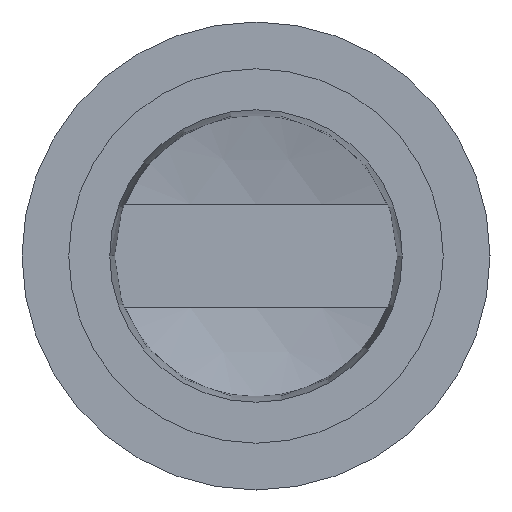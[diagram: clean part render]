
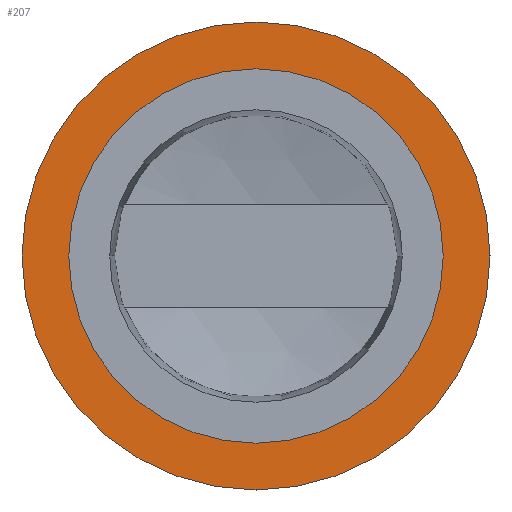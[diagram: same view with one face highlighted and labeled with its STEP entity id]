
A CAD part, front view. The second image highlights one B-rep face of the part: STEP entity #207.
In plain terms, the highlighted planar face has unit normal (0, -1, 0).
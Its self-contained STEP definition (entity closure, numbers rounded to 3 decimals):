
#5 = AXIS2_PLACEMENT_3D ( 'NONE', #433, #336, #429 ) ;
#6 = CARTESIAN_POINT ( 'NONE',  ( 8., 0.2, 0. ) ) ;
#7 = ORIENTED_EDGE ( 'NONE', *, *, #33, .T. ) ;
#14 = CARTESIAN_POINT ( 'NONE',  ( 0., 0.2, 0. ) ) ;
#24 = CIRCLE ( 'NONE', #128, 8. ) ;
#33 = EDGE_CURVE ( 'NONE', #366, #471, #315, .T. ) ;
#44 = DIRECTION ( 'NONE',  ( 0., 1., 0. ) ) ;
#75 = DIRECTION ( 'NONE',  ( 1., 0., 0. ) ) ;
#97 = AXIS2_PLACEMENT_3D ( 'NONE', #242, #536, #191 ) ;
#106 = EDGE_CURVE ( 'NONE', #471, #366, #24, .T. ) ;
#126 = DIRECTION ( 'NONE',  ( 0., -1., 0. ) ) ;
#128 = AXIS2_PLACEMENT_3D ( 'NONE', #14, #256, #352 ) ;
#186 = ORIENTED_EDGE ( 'NONE', *, *, #344, .F. ) ;
#191 = DIRECTION ( 'NONE',  ( -1., 0., 0. ) ) ;
#192 = AXIS2_PLACEMENT_3D ( 'NONE', #359, #126, #75 ) ;
#203 = PLANE ( 'NONE',  #192 ) ;
#207 = ADVANCED_FACE ( 'NONE', ( #288, #452 ), #203, .T. ) ;
#242 = CARTESIAN_POINT ( 'NONE',  ( 0., 0.2, 0. ) ) ;
#256 = DIRECTION ( 'NONE',  ( 0., 1., 0. ) ) ;
#288 = FACE_BOUND ( 'NONE', #552, .T. ) ;
#315 = CIRCLE ( 'NONE', #413, 8. ) ;
#334 = CARTESIAN_POINT ( 'NONE',  ( -10., 0.2, 0. ) ) ;
#336 = DIRECTION ( 'NONE',  ( 0., 1., 0. ) ) ;
#344 = EDGE_CURVE ( 'NONE', #409, #523, #495, .T. ) ;
#352 = DIRECTION ( 'NONE',  ( -1., 0., 0. ) ) ;
#359 = CARTESIAN_POINT ( 'NONE',  ( -8., 0.2, 0. ) ) ;
#366 = VERTEX_POINT ( 'NONE', #6 ) ;
#368 = EDGE_CURVE ( 'NONE', #523, #409, #391, .T. ) ;
#391 = CIRCLE ( 'NONE', #5, 10. ) ;
#403 = CARTESIAN_POINT ( 'NONE',  ( -8., 0.2, 0. ) ) ;
#409 = VERTEX_POINT ( 'NONE', #334 ) ;
#413 = AXIS2_PLACEMENT_3D ( 'NONE', #513, #44, #460 ) ;
#429 = DIRECTION ( 'NONE',  ( -1., 0., 0. ) ) ;
#433 = CARTESIAN_POINT ( 'NONE',  ( 0., 0.2, 0. ) ) ;
#446 = ORIENTED_EDGE ( 'NONE', *, *, #368, .F. ) ;
#447 = CARTESIAN_POINT ( 'NONE',  ( 10., 0.2, 0. ) ) ;
#452 = FACE_OUTER_BOUND ( 'NONE', #506, .T. ) ;
#460 = DIRECTION ( 'NONE',  ( -1., 0., 0. ) ) ;
#471 = VERTEX_POINT ( 'NONE', #403 ) ;
#495 = CIRCLE ( 'NONE', #97, 10. ) ;
#506 = EDGE_LOOP ( 'NONE', ( #186, #446 ) ) ;
#513 = CARTESIAN_POINT ( 'NONE',  ( 0., 0.2, 0. ) ) ;
#523 = VERTEX_POINT ( 'NONE', #447 ) ;
#536 = DIRECTION ( 'NONE',  ( 0., 1., 0. ) ) ;
#552 = EDGE_LOOP ( 'NONE', ( #571, #7 ) ) ;
#571 = ORIENTED_EDGE ( 'NONE', *, *, #106, .T. ) ;
